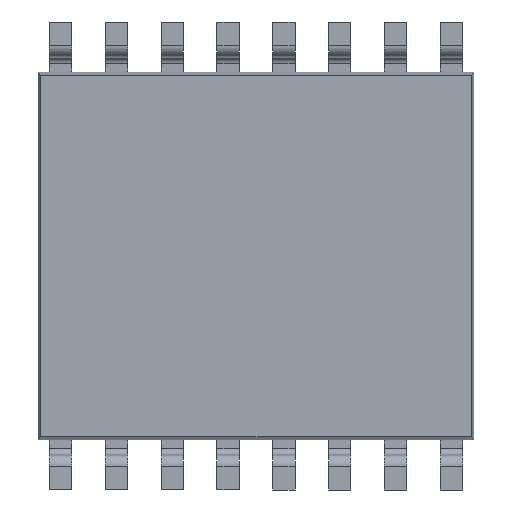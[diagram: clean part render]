
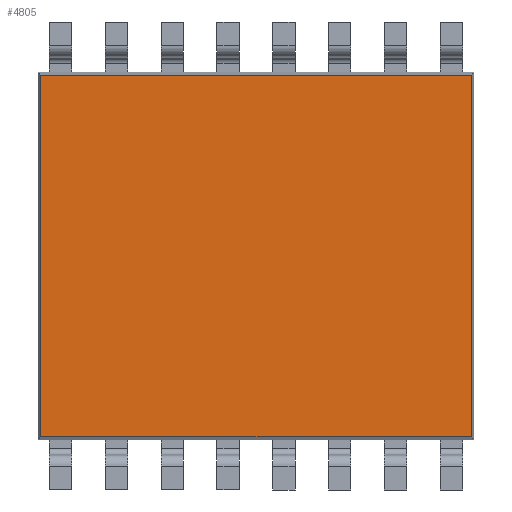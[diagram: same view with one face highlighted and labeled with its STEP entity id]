
A CAD part, front view. The second image highlights one B-rep face of the part: STEP entity #4805.
In plain terms, the highlighted planar face has unit normal (0, -1, 0).
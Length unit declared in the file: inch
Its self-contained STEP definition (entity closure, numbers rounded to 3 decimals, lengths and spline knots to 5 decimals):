
#351 = EDGE_CURVE ( 'NONE', #3278, #2105, #2220, .T. ) ;
#525 = CARTESIAN_POINT ( 'NONE',  ( -0.3675, 0.007, 0.162 ) ) ;
#655 = LINE ( 'NONE', #2743, #3503 ) ;
#703 = VECTOR ( 'NONE', #5659, 39.37008 ) ;
#1092 = CARTESIAN_POINT ( 'NONE',  ( 0.0175, 0.007, -0.162 ) ) ;
#1305 = EDGE_LOOP ( 'NONE', ( #2179, #3859, #1453, #4062 ) ) ;
#1397 = LINE ( 'NONE', #6365, #4058 ) ;
#1453 = ORIENTED_EDGE ( 'NONE', *, *, #351, .T. ) ;
#1692 = CARTESIAN_POINT ( 'NONE',  ( -0.3675, 0.007, -0.1645 ) ) ;
#2042 = VECTOR ( 'NONE', #3933, 39.37008 ) ;
#2105 = VERTEX_POINT ( 'NONE', #1092 ) ;
#2179 = ORIENTED_EDGE ( 'NONE', *, *, #5494, .T. ) ;
#2213 = CARTESIAN_POINT ( 'NONE',  ( 0.02, 0.007, -0.162 ) ) ;
#2220 = LINE ( 'NONE', #2213, #2042 ) ;
#2544 = EDGE_CURVE ( 'NONE', #6994, #3278, #4885, .T. ) ;
#2743 = CARTESIAN_POINT ( 'NONE',  ( 0.02, 0.007, 0.162 ) ) ;
#2919 = DIRECTION ( 'NONE',  ( 0., 1., 0. ) ) ;
#3278 = VERTEX_POINT ( 'NONE', #4898 ) ;
#3360 = DIRECTION ( 'NONE',  ( -1., 0., 0. ) ) ;
#3503 = VECTOR ( 'NONE', #3360, 39.37008 ) ;
#3859 = ORIENTED_EDGE ( 'NONE', *, *, #2544, .T. ) ;
#3933 = DIRECTION ( 'NONE',  ( 1., 0., 0. ) ) ;
#3999 = PLANE ( 'NONE',  #5312 ) ;
#4058 = VECTOR ( 'NONE', #4641, 39.37008 ) ;
#4062 = ORIENTED_EDGE ( 'NONE', *, *, #5151, .T. ) ;
#4065 = FACE_OUTER_BOUND ( 'NONE', #1305, .T. ) ;
#4230 = CARTESIAN_POINT ( 'NONE',  ( 0.0175, 0.007, 0.162 ) ) ;
#4481 = VERTEX_POINT ( 'NONE', #4230 ) ;
#4641 = DIRECTION ( 'NONE',  ( 0., 0., 1. ) ) ;
#4805 = ADVANCED_FACE ( 'NONE', ( #4065 ), #3999, .F. ) ;
#4885 = LINE ( 'NONE', #1692, #703 ) ;
#4898 = CARTESIAN_POINT ( 'NONE',  ( -0.3675, 0.007, -0.162 ) ) ;
#5151 = EDGE_CURVE ( 'NONE', #2105, #4481, #1397, .T. ) ;
#5312 = AXIS2_PLACEMENT_3D ( 'NONE', #6340, #2919, #6909 ) ;
#5494 = EDGE_CURVE ( 'NONE', #4481, #6994, #655, .T. ) ;
#5659 = DIRECTION ( 'NONE',  ( 0., 0., -1. ) ) ;
#6340 = CARTESIAN_POINT ( 'NONE',  ( 0.02, 0.007, -0.1645 ) ) ;
#6365 = CARTESIAN_POINT ( 'NONE',  ( 0.0175, 0.007, -0.1645 ) ) ;
#6909 = DIRECTION ( 'NONE',  ( 0., 0., 1. ) ) ;
#6994 = VERTEX_POINT ( 'NONE', #525 ) ;
